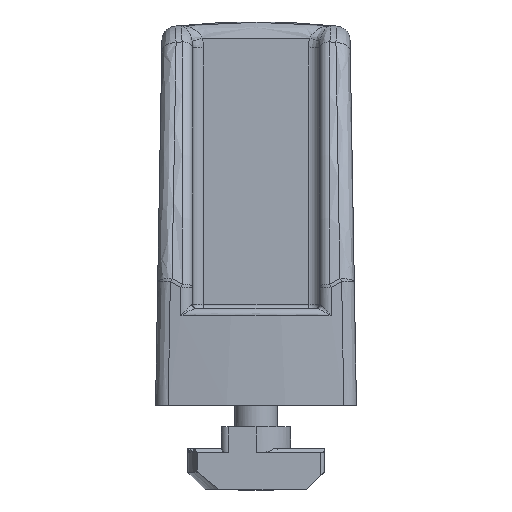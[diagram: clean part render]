
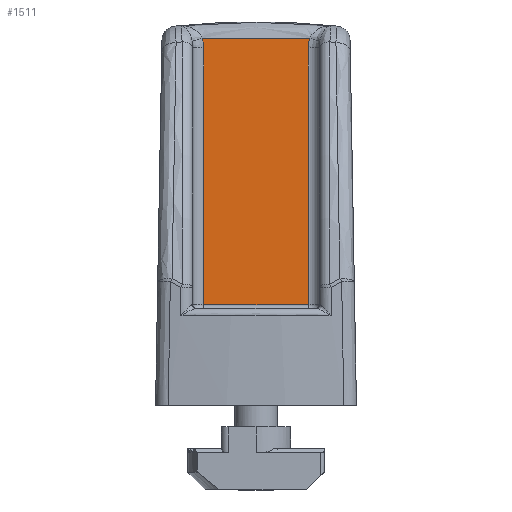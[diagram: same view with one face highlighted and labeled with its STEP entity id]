
A CAD part, left-side view. The second image highlights one B-rep face of the part: STEP entity #1511.
In plain terms, the highlighted planar face has unit normal (-1, 0, 0).
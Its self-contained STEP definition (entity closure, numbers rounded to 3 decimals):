
#1511=ADVANCED_FACE('',(#1860),#1861,.F.);
#1860=FACE_OUTER_BOUND('',#2448,.T.);
#1861=PLANE('',#2449);
#2448=EDGE_LOOP('',(#5157,#5158,#5159,#5160,#5161,#5162));
#2449=AXIS2_PLACEMENT_3D('',#5163,#5164,#5165);
#5157=ORIENTED_EDGE('',*,*,#6296,.F.);
#5158=ORIENTED_EDGE('',*,*,#6297,.F.);
#5159=ORIENTED_EDGE('',*,*,#6298,.F.);
#5160=ORIENTED_EDGE('',*,*,#6299,.T.);
#5161=ORIENTED_EDGE('',*,*,#6300,.F.);
#5162=ORIENTED_EDGE('',*,*,#6301,.F.);
#5163=CARTESIAN_POINT('',(-63.0,53.5,-8.8));
#5164=DIRECTION('',(1.0,0.,0.0));
#5165=DIRECTION('',(0.,1.0,0.0));
#6296=EDGE_CURVE('',#7048,#7049,#7050,.F.);
#6297=EDGE_CURVE('',#7051,#7048,#7052,.T.);
#6298=EDGE_CURVE('',#7053,#7051,#7054,.T.);
#6299=EDGE_CURVE('',#7053,#7055,#7056,.F.);
#6300=EDGE_CURVE('',#7057,#7055,#7058,.T.);
#6301=EDGE_CURVE('',#7049,#7057,#7059,.F.);
#7048=VERTEX_POINT('',#8312);
#7049=VERTEX_POINT('',#8313);
#7050=LINE('',#8314,#8315);
#7051=VERTEX_POINT('',#8316);
#7052=B_SPLINE_CURVE_WITH_KNOTS('',3,(#8317,#8318,#8319,#8320),.UNSPECIFIED.,.F.,.F.,(4,4),(0.0,1.0),.UNSPECIFIED.);
#7053=VERTEX_POINT('',#8321);
#7054=B_SPLINE_CURVE_WITH_KNOTS('',3,(#8322,#8323,#8324,#8325,#8326,#8327),.UNSPECIFIED.,.F.,.F.,(4,2,4),(0.0,0.5,1.0),.UNSPECIFIED.);
#7055=VERTEX_POINT('',#8328);
#7056=B_SPLINE_CURVE_WITH_KNOTS('',2,(#8329,#8330,#8331),.UNSPECIFIED.,.F.,.F.,(3,3),(0.0,1.0),.UNSPECIFIED.);
#7057=VERTEX_POINT('',#8332);
#7058=LINE('',#8333,#8334);
#7059=LINE('',#8335,#8336);
#8312=CARTESIAN_POINT('',(-63.0,49.814,7.3));
#8313=CARTESIAN_POINT('',(-63.0,14.0,7.3));
#8314=CARTESIAN_POINT('',(-63.0,53.5,7.3));
#8315=VECTOR('',#10352,1.0);
#8316=CARTESIAN_POINT('',(-63.0,51.169,7.481));
#8317=CARTESIAN_POINT('',(-63.0,51.169,7.481));
#8318=CARTESIAN_POINT('',(-63.0,50.726,7.352));
#8319=CARTESIAN_POINT('',(-63.0,50.273,7.3));
#8320=CARTESIAN_POINT('',(-63.0,49.814,7.3));
#8321=CARTESIAN_POINT('',(-63.0,51.169,-7.481));
#8322=CARTESIAN_POINT('',(-63.0,51.169,-7.481));
#8323=CARTESIAN_POINT('',(-63.0,51.336,-5.));
#8324=CARTESIAN_POINT('',(-63.0,51.413,-2.509));
#8325=CARTESIAN_POINT('',(-63.0,51.414,2.49));
#8326=CARTESIAN_POINT('',(-63.0,51.337,4.988));
#8327=CARTESIAN_POINT('',(-63.0,51.169,7.481));
#8328=CARTESIAN_POINT('',(-63.0,49.814,-7.3));
#8329=CARTESIAN_POINT('',(-63.0,49.814,-7.3));
#8330=CARTESIAN_POINT('',(-63.0,50.548,-7.3));
#8331=CARTESIAN_POINT('',(-63.0,51.169,-7.481));
#8332=CARTESIAN_POINT('',(-63.0,14.0,-7.3));
#8333=CARTESIAN_POINT('',(-63.0,53.5,-7.3));
#8334=VECTOR('',#10353,1.0);
#8335=CARTESIAN_POINT('',(-63.0,14.0,-8.8));
#8336=VECTOR('',#10354,1.0);
#10352=DIRECTION('',(0.,1.0,0.0));
#10353=DIRECTION('',(0.,1.0,0.0));
#10354=DIRECTION('',(0.0,0.0,1.0));
